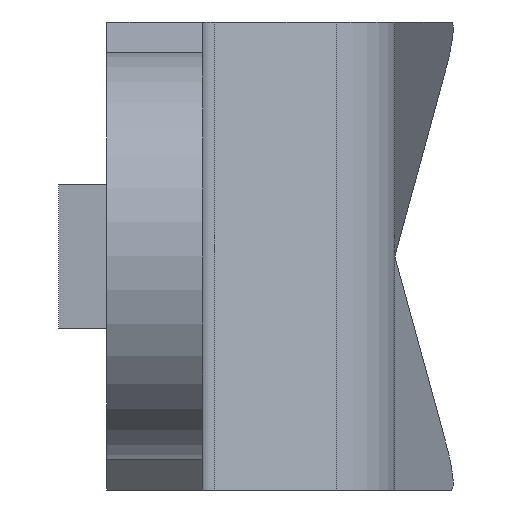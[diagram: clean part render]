
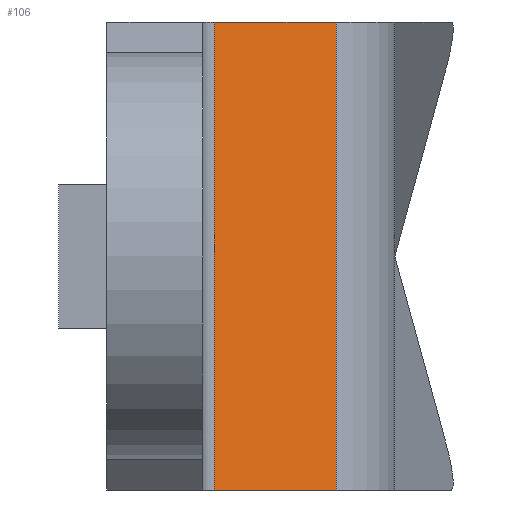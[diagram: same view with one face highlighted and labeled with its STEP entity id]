
A CAD part, left-side view. The second image highlights one B-rep face of the part: STEP entity #106.
In plain terms, the highlighted planar face has unit normal (-0.858, -0.513, 0).
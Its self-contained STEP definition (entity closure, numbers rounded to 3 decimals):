
#106 = ADVANCED_FACE( '', ( #228 ), #229, .F. );
#228 = FACE_OUTER_BOUND( '', #369, .T. );
#229 = PLANE( '', #370 );
#369 = EDGE_LOOP( '', ( #556, #557, #558, #559 ) );
#370 = AXIS2_PLACEMENT_3D( '', #560, #561, #562 );
#556 = ORIENTED_EDGE( '', *, *, #910, .T. );
#557 = ORIENTED_EDGE( '', *, *, #911, .T. );
#558 = ORIENTED_EDGE( '', *, *, #912, .F. );
#559 = ORIENTED_EDGE( '', *, *, #872, .T. );
#560 = CARTESIAN_POINT( '', ( 14.623, -0.486, 10. ) );
#561 = DIRECTION( '', ( 0.858, 0.514, 0. ) );
#562 = DIRECTION( '', ( -0.514, 0.858, 0. ) );
#872 = EDGE_CURVE( '', #1037, #1035, #1038, .T. );
#910 = EDGE_CURVE( '', #1035, #1102, #1103, .T. );
#911 = EDGE_CURVE( '', #1102, #1104, #1105, .T. );
#912 = EDGE_CURVE( '', #1037, #1104, #1106, .T. );
#1035 = VERTEX_POINT( '', #1271 );
#1037 = VERTEX_POINT( '', #1273 );
#1038 = LINE( '', #1274, #1275 );
#1102 = VERTEX_POINT( '', #1363 );
#1103 = LINE( '', #1364, #1365 );
#1104 = VERTEX_POINT( '', #1366 );
#1105 = LINE( '', #1367, #1368 );
#1106 = LINE( '', #1369, #1370 );
#1271 = CARTESIAN_POINT( '', ( 14.623, -0.486, 9.75 ) );
#1273 = CARTESIAN_POINT( '', ( 17.665, -5.568, 9.75 ) );
#1274 = CARTESIAN_POINT( '', ( 14.623, -0.486, 9.75 ) );
#1275 = VECTOR( '', #1555, 1000. );
#1363 = CARTESIAN_POINT( '', ( 14.623, -0.486, -9.75 ) );
#1364 = CARTESIAN_POINT( '', ( 14.623, -0.486, 10. ) );
#1365 = VECTOR( '', #1601, 1000. );
#1366 = CARTESIAN_POINT( '', ( 17.665, -5.568, -9.75 ) );
#1367 = CARTESIAN_POINT( '', ( 14.623, -0.486, -9.75 ) );
#1368 = VECTOR( '', #1602, 1000. );
#1369 = CARTESIAN_POINT( '', ( 17.665, -5.568, 10. ) );
#1370 = VECTOR( '', #1603, 1000. );
#1555 = DIRECTION( '', ( -0.514, 0.858, 0. ) );
#1601 = DIRECTION( '', ( 0., 0., -1. ) );
#1602 = DIRECTION( '', ( 0.514, -0.858, 0. ) );
#1603 = DIRECTION( '', ( 0., 0., -1. ) );
